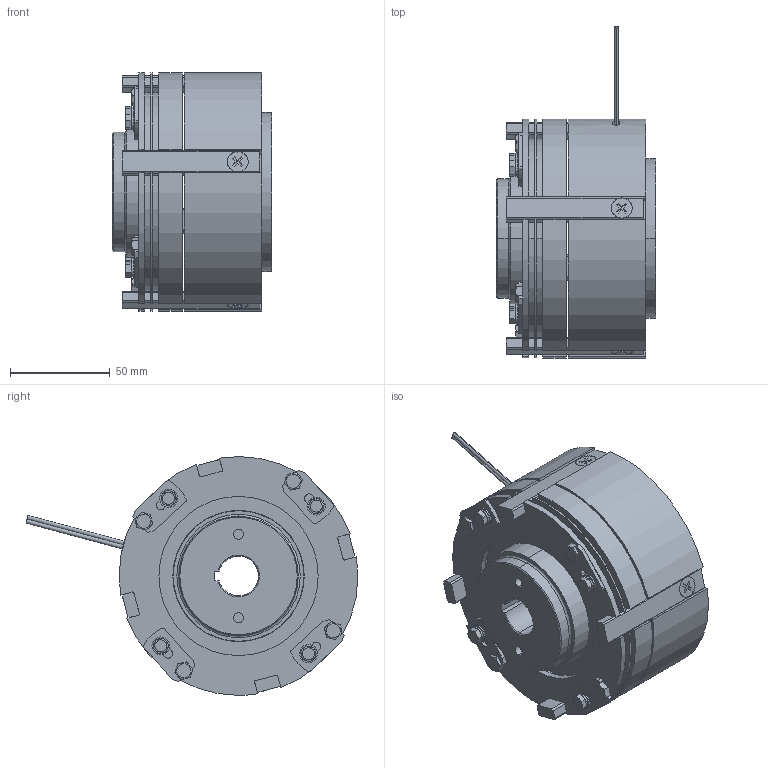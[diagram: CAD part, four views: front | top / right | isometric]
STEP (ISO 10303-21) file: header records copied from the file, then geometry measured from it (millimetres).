
FILE_DESCRIPTION (( 'STEP AP203' ), '1' );
FILE_NAME ('YPP616658.STEP', '2020-12-24T06:25:02', ( '' ), ( '' ), 'SwSTEP 2.0', 'SolidWorks 2016', '' );
FILE_SCHEMA (( 'CONFIG_CONTROL_DESIGN' ));
Length unit declared in the file: millimetre
Products named in the file (1): YPP616658
Bounding box: 80 x 166.77 x 120 mm (x, y, z)
Volume: 668143.4 mm3; surface area: 148682.1 mm2
Topology: 35 solids, 35 shells, 539 faces, 1355 edges, 880 vertices
Faces by surface type: plane 313, cylinder 174, cone 32, torus 20
Entity records: 16526 total; most frequent: CARTESIAN_POINT 3442, DIRECTION 2719, ORIENTED_EDGE 2662, EDGE_CURVE 1331, AXIS2_PLACEMENT_3D 935, VERTEX_POINT 880, LINE 849, VECTOR 849
